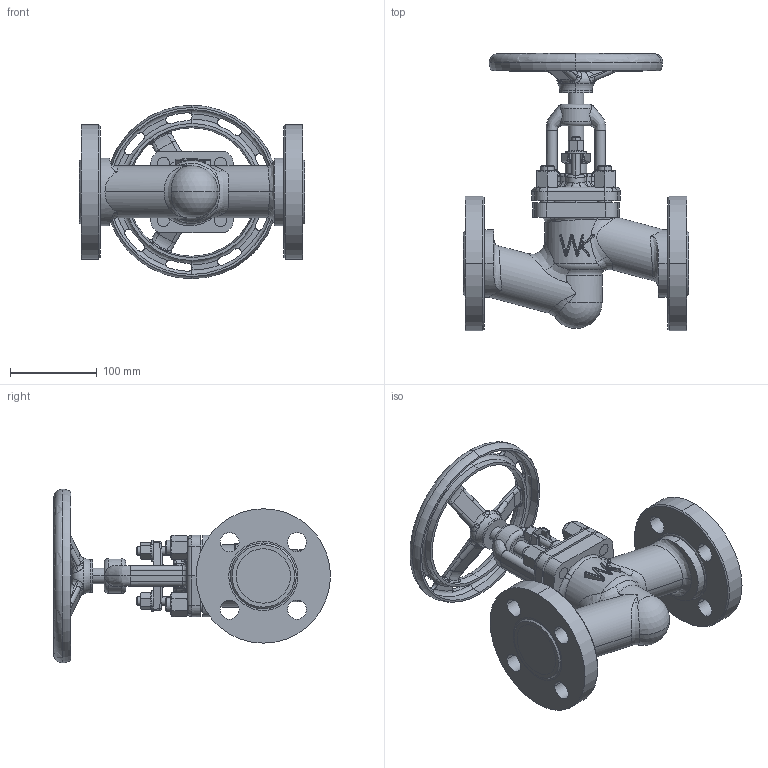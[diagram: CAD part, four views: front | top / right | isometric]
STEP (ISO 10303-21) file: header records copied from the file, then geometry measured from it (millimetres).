
FILE_DESCRIPTION (( 'STEP AP214' ), '1' );
FILE_NAME ('[32] 530 DN32 katalog.STEP', '2015-03-17T09:02:14', ( '' ), ( '' ), 'SwSTEP 2.0', 'SolidWorks 2015', '' );
FILE_SCHEMA (( 'AUTOMOTIVE_DESIGN' ));
Length unit declared in the file: millimetre
Products named in the file (1): [32] 530 DN32 katalog
Bounding box: 260 x 319.5 x 200 mm (x, y, z)
Volume: 2380778.7 mm3; surface area: 285999.2 mm2
Topology: 1 solids, 1 shells, 864 faces, 2190 edges, 1303 vertices
Faces by surface type: cylinder 254, plane 216, bspline 189, cone 107, torus 63, sphere 35
Entity records: 44801 total; most frequent: CARTESIAN_POINT 20352, ORIENTED_EDGE 4314, DIRECTION 3580, EDGE_CURVE 2157, AXIS2_PLACEMENT_3D 1523, VERTEX_POINT 1301, EDGE_LOOP 926, ADVANCED_FACE 864
